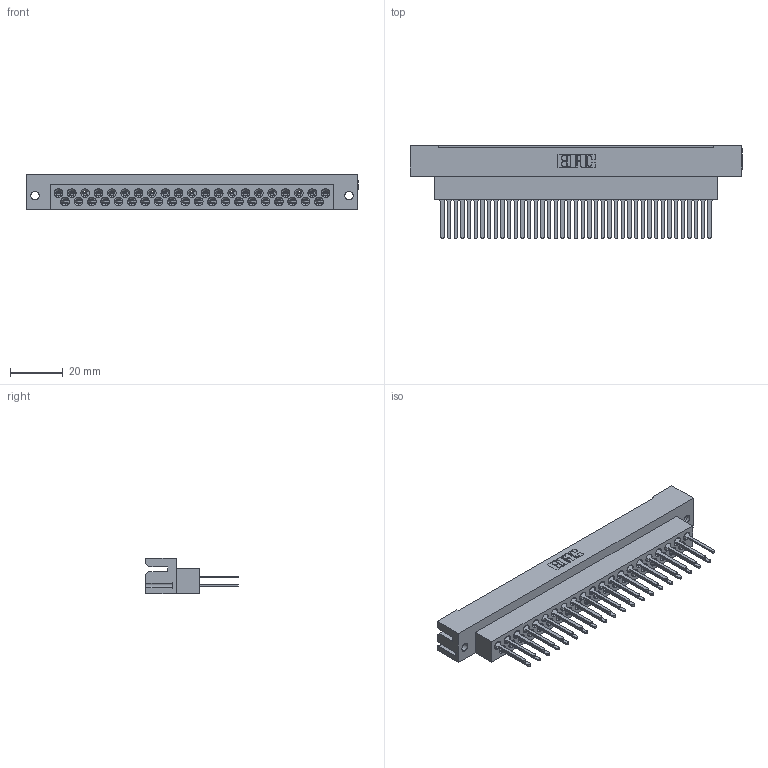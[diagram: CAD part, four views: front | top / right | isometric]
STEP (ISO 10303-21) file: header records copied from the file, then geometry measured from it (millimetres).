
FILE_DESCRIPTION (( 'STEP AP203' ), '1' );
FILE_NAME ('438-041-540-112.STEP', '2020-03-12T20:59:18', ( '' ), ( '' ), 'SwSTEP 2.0', 'SolidWorks 2016', '' );
FILE_SCHEMA (( 'CONFIG_CONTROL_DESIGN' ));
Length unit declared in the file: millimetre
Products named in the file (3): 438-210-001_438-210-041-112; 438-041-540-112; 516-290-001_540
Assembly tree (42 placements, depth 2):
  438-041-540-112
    438-210-001_438-210-041-112
    516-290-001_540  x41
Bounding box: 126.24 x 35.34 x 13.49 mm (x, y, z)
Volume: 21310.1 mm3; surface area: 27889.8 mm2
Topology: 42 solids, 42 shells, 4166 faces, 12144 edges, 8027 vertices
Faces by surface type: plane 2659, cylinder 1116, bspline 268, cone 123
Entity records: 45985 total; most frequent: CARTESIAN_POINT 10509, ORIENTED_EDGE 7648, DIRECTION 6457, EDGE_CURVE 3824, LINE 2657, VECTOR 2657, VERTEX_POINT 2507, AXIS2_PLACEMENT_3D 1900
